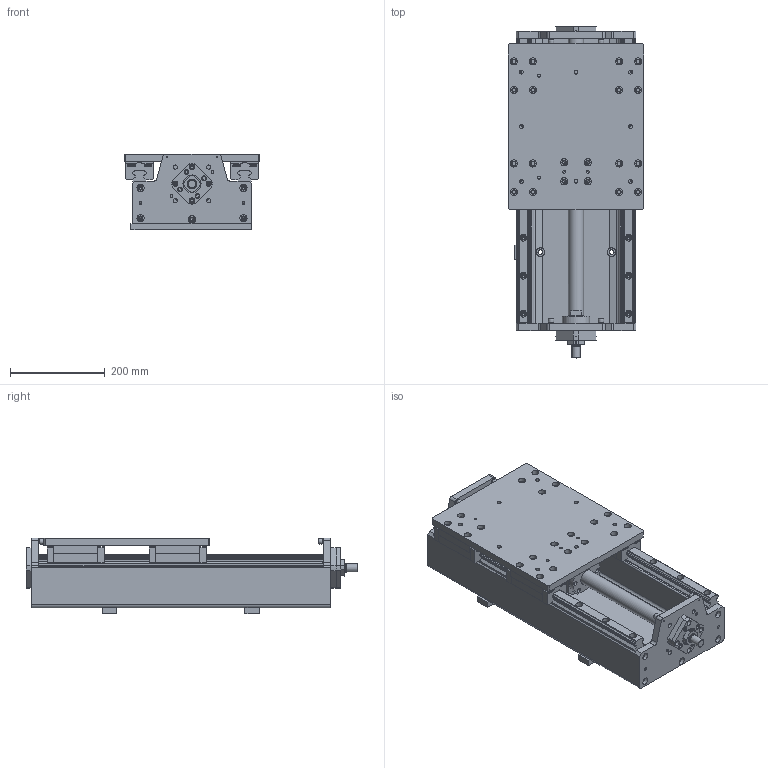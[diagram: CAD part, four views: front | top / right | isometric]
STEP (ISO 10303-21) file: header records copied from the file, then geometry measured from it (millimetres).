
FILE_DESCRIPTION((''),'2;1');
FILE_NAME('KK-HD-285-30-32XX-0600.stp','2009-03-22T20:14:42',('kurt'),(''),'Autodesk Inventor 2008','Autodesk Inventor 2008','');
FILE_SCHEMA(('AUTOMOTIVE_DESIGN { 1 0 10303 214 1 1 1 1 }'));
Length unit declared in the file: millimetre
Products named in the file (1): Part294
Bounding box: 285 x 699 x 160 mm (x, y, z)
Volume: 10991621.2 mm3; surface area: 1234752.6 mm2
Topology: 1 solids, 13 shells, 2373 faces, 6575 edges, 4369 vertices
Faces by surface type: plane 1605, cylinder 404, bspline 247, cone 101, torus 16
Full cylindrical faces by diameter (mm): 2.459 x4, 3 x4, 3.5 x4, 4 x1, 4.917 x8, 5.5 x4, 6 x14, 6.6 x8, 6.647 x36, 8 x20, 8.376 x8, 9 x56, 10 x4, 10.106 x4, 11 x12, 14 x16, 15 x34, 17 x1, 18 x4, 19 x1, 20 x4, 23 x1, 25 x1, 26 x1, 28.64 x4, 29.082 x2, 32 x1, 33.45 x1, 37 x2, 38.36 x4
Entity records: 80295 total; most frequent: CARTESIAN_POINT 19284, ORIENTED_EDGE 12210, DIRECTION 11154, EDGE_CURVE 6105, VECTOR 4462, LINE 4462, VERTEX_POINT 4257, AXIS2_PLACEMENT_3D 3346
